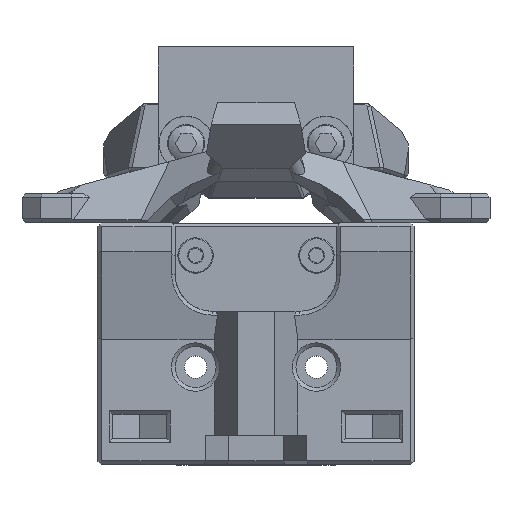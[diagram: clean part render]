
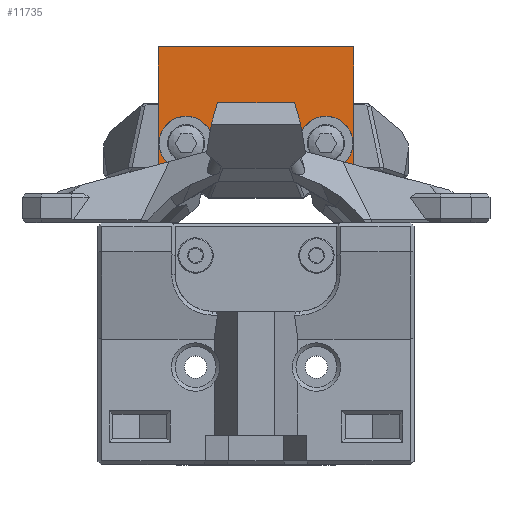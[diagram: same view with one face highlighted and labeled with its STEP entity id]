
A CAD part, top view. The second image highlights one B-rep face of the part: STEP entity #11735.
In plain terms, the highlighted planar face has unit normal (0, 0, 1).
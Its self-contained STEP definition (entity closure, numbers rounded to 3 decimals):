
#535=FACE_BOUND('',#1750,.T.);
#536=FACE_BOUND('',#1751,.T.);
#637=CIRCLE('',#12619,0.9);
#639=CIRCLE('',#12623,0.9);
#1052=FACE_OUTER_BOUND('',#1749,.T.);
#1749=EDGE_LOOP('',(#8317,#8318,#8319,#8320));
#1750=EDGE_LOOP('',(#8321));
#1751=EDGE_LOOP('',(#8322));
#2551=LINE('',#18361,#3791);
#2555=LINE('',#18369,#3795);
#2558=LINE('',#18375,#3798);
#2562=LINE('',#18386,#3802);
#3791=VECTOR('',#14089,13.);
#3795=VECTOR('',#14095,21.036);
#3798=VECTOR('',#14100,13.);
#3802=VECTOR('',#14112,21.036);
#5030=VERTEX_POINT('',#18359);
#5031=VERTEX_POINT('',#18360);
#5034=VERTEX_POINT('',#18368);
#5036=VERTEX_POINT('',#18374);
#5039=VERTEX_POINT('',#18382);
#5041=VERTEX_POINT('',#18391);
#6232=EDGE_CURVE('',#5030,#5031,#2551,.T.);
#6236=EDGE_CURVE('',#5031,#5034,#2555,.T.);
#6239=EDGE_CURVE('',#5036,#5034,#2558,.T.);
#6244=EDGE_CURVE('',#5039,#5039,#637,.T.);
#6245=EDGE_CURVE('',#5030,#5036,#2562,.T.);
#6249=EDGE_CURVE('',#5041,#5041,#639,.T.);
#8317=ORIENTED_EDGE('',*,*,#6232,.F.);
#8318=ORIENTED_EDGE('',*,*,#6245,.T.);
#8319=ORIENTED_EDGE('',*,*,#6239,.T.);
#8320=ORIENTED_EDGE('',*,*,#6236,.F.);
#8321=ORIENTED_EDGE('',*,*,#6244,.T.);
#8322=ORIENTED_EDGE('',*,*,#6249,.T.);
#11219=PLANE('',#12625);
#11735=ADVANCED_FACE('',(#1052,#535,#536),#11219,.F.);
#12619=AXIS2_PLACEMENT_3D('',#18384,#14108,#14109);
#12623=AXIS2_PLACEMENT_3D('',#18393,#14119,#14120);
#12625=AXIS2_PLACEMENT_3D('',#18395,#14123,#14124);
#14089=DIRECTION('',(0.,1.,0.));
#14095=DIRECTION('',(1.,0.,0.));
#14100=DIRECTION('',(0.,1.,0.));
#14108=DIRECTION('center_axis',(0.,0.,-1.));
#14109=DIRECTION('ref_axis',(0.,1.,0.));
#14112=DIRECTION('',(1.,0.,0.));
#14119=DIRECTION('center_axis',(0.,0.,-1.));
#14120=DIRECTION('ref_axis',(0.,1.,0.));
#14123=DIRECTION('center_axis',(0.,0.,-1.));
#14124=DIRECTION('ref_axis',(0.,1.,0.));
#18359=CARTESIAN_POINT('',(-10.516,18.211,296.652));
#18360=CARTESIAN_POINT('',(-10.516,31.211,296.652));
#18361=CARTESIAN_POINT('',(-10.516,18.211,296.652));
#18368=CARTESIAN_POINT('',(10.52,31.211,296.652));
#18369=CARTESIAN_POINT('',(-10.516,31.211,296.652));
#18374=CARTESIAN_POINT('',(10.52,18.211,296.652));
#18375=CARTESIAN_POINT('',(10.52,18.211,296.652));
#18382=CARTESIAN_POINT('',(-7.516,21.737,296.652));
#18384=CARTESIAN_POINT('Origin',(-7.516,20.837,296.652));
#18386=CARTESIAN_POINT('',(-10.516,18.211,296.652));
#18391=CARTESIAN_POINT('',(7.52,21.737,296.652));
#18393=CARTESIAN_POINT('Origin',(7.52,20.837,296.652));
#18395=CARTESIAN_POINT('Origin',(7.413,24.243,296.652));
